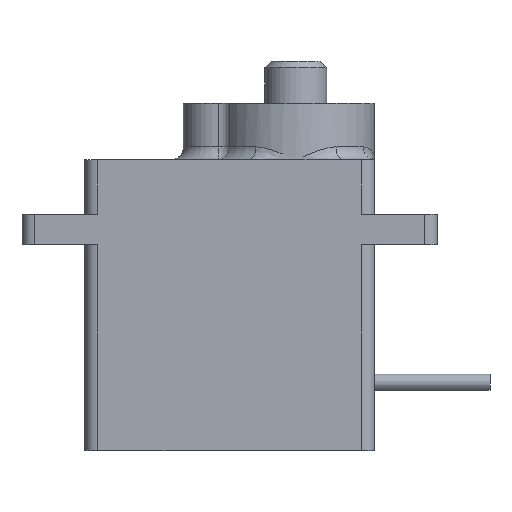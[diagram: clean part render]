
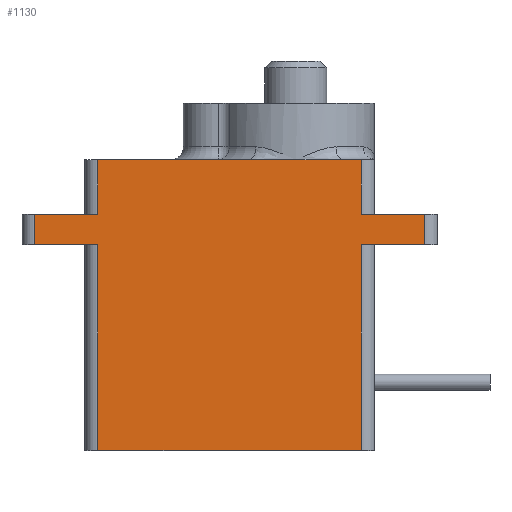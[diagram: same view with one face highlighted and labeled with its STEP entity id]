
A CAD part, top view. The second image highlights one B-rep face of the part: STEP entity #1130.
In plain terms, the highlighted planar face has unit normal (0, 0, 1).
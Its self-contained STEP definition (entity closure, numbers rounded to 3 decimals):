
#50=PLANE('',#1255);
#105=FACE_OUTER_BOUND('',#172,.T.);
#172=EDGE_LOOP('',(#829,#830,#831,#832,#833,#834,#835,#836,#837,#838,#839,
#840,#841,#842,#843));
#212=LINE('',#1800,#298);
#215=LINE('',#2087,#301);
#220=LINE('',#2283,#306);
#222=LINE('',#2294,#308);
#226=LINE('',#2303,#312);
#236=LINE('',#2336,#322);
#238=LINE('',#2342,#324);
#239=LINE('',#2344,#325);
#240=LINE('',#2346,#326);
#241=LINE('',#2348,#327);
#242=LINE('',#2349,#328);
#243=LINE('',#2351,#329);
#244=LINE('',#2353,#330);
#245=LINE('',#2354,#331);
#246=LINE('',#2355,#332);
#298=VECTOR('',#1407,10.);
#301=VECTOR('',#1420,10.);
#306=VECTOR('',#1441,1.);
#308=VECTOR('',#1453,1.);
#312=VECTOR('',#1461,1.);
#322=VECTOR('',#1489,1.);
#324=VECTOR('',#1495,1.);
#325=VECTOR('',#1496,1.);
#326=VECTOR('',#1497,1.);
#327=VECTOR('',#1498,1.);
#328=VECTOR('',#1499,1.);
#329=VECTOR('',#1500,1.);
#330=VECTOR('',#1501,1.);
#331=VECTOR('',#1502,1.);
#332=VECTOR('',#1503,1.);
#457=VERTEX_POINT('',#1702);
#463=VERTEX_POINT('',#1786);
#468=VERTEX_POINT('',#1907);
#477=VERTEX_POINT('',#2281);
#478=VERTEX_POINT('',#2287);
#481=VERTEX_POINT('',#2292);
#484=VERTEX_POINT('',#2302);
#497=VERTEX_POINT('',#2333);
#498=VERTEX_POINT('',#2335);
#500=VERTEX_POINT('',#2341);
#501=VERTEX_POINT('',#2343);
#502=VERTEX_POINT('',#2345);
#503=VERTEX_POINT('',#2347);
#504=VERTEX_POINT('',#2350);
#505=VERTEX_POINT('',#2352);
#574=EDGE_CURVE('',#457,#463,#212,.T.);
#584=EDGE_CURVE('',#463,#468,#215,.T.);
#597=EDGE_CURVE('',#477,#457,#220,.T.);
#602=EDGE_CURVE('',#481,#478,#222,.T.);
#606=EDGE_CURVE('',#478,#484,#226,.T.);
#622=EDGE_CURVE('',#497,#498,#236,.T.);
#625=EDGE_CURVE('',#500,#481,#238,.T.);
#626=EDGE_CURVE('',#501,#500,#239,.T.);
#627=EDGE_CURVE('',#502,#501,#240,.T.);
#628=EDGE_CURVE('',#503,#502,#241,.T.);
#629=EDGE_CURVE('',#498,#503,#242,.T.);
#630=EDGE_CURVE('',#504,#497,#243,.T.);
#631=EDGE_CURVE('',#505,#504,#244,.T.);
#632=EDGE_CURVE('',#468,#505,#245,.T.);
#633=EDGE_CURVE('',#484,#477,#246,.T.);
#829=ORIENTED_EDGE('',*,*,#602,.F.);
#830=ORIENTED_EDGE('',*,*,#625,.F.);
#831=ORIENTED_EDGE('',*,*,#626,.F.);
#832=ORIENTED_EDGE('',*,*,#627,.F.);
#833=ORIENTED_EDGE('',*,*,#628,.F.);
#834=ORIENTED_EDGE('',*,*,#629,.F.);
#835=ORIENTED_EDGE('',*,*,#622,.F.);
#836=ORIENTED_EDGE('',*,*,#630,.F.);
#837=ORIENTED_EDGE('',*,*,#631,.F.);
#838=ORIENTED_EDGE('',*,*,#632,.F.);
#839=ORIENTED_EDGE('',*,*,#584,.F.);
#840=ORIENTED_EDGE('',*,*,#574,.F.);
#841=ORIENTED_EDGE('',*,*,#597,.F.);
#842=ORIENTED_EDGE('',*,*,#633,.F.);
#843=ORIENTED_EDGE('',*,*,#606,.F.);
#1130=ADVANCED_FACE('',(#105),#50,.T.);
#1255=AXIS2_PLACEMENT_3D('',#2340,#1493,#1494);
#1407=DIRECTION('',(1.,0.,0.));
#1420=DIRECTION('',(1.,0.,0.));
#1441=DIRECTION('',(1.,0.,0.));
#1453=DIRECTION('',(0.,1.,0.));
#1461=DIRECTION('',(1.,0.,0.));
#1489=DIRECTION('',(0.,-1.,0.));
#1493=DIRECTION('center_axis',(0.,0.,1.));
#1494=DIRECTION('ref_axis',(-1.,0.,0.));
#1495=DIRECTION('',(-1.,0.,0.));
#1496=DIRECTION('',(0.,1.,0.));
#1497=DIRECTION('',(-1.,0.,0.));
#1498=DIRECTION('',(0.,-1.,0.));
#1499=DIRECTION('',(-1.,0.,0.));
#1500=DIRECTION('',(1.,0.,0.));
#1501=DIRECTION('',(0.,-1.,0.));
#1502=DIRECTION('',(1.,0.,0.));
#1503=DIRECTION('',(0.,1.,0.));
#1702=CARTESIAN_POINT('',(1.517,6.61,6.1));
#1786=CARTESIAN_POINT('',(5.15,6.61,6.1));
#1800=CARTESIAN_POINT('',(1.517,6.61,6.1));
#1907=CARTESIAN_POINT('',(8.783,6.61,6.1));
#2087=CARTESIAN_POINT('',(5.15,6.61,6.1));
#2281=CARTESIAN_POINT('',(-10.25,6.61,6.1));
#2283=CARTESIAN_POINT('',(-10.25,6.61,6.1));
#2287=CARTESIAN_POINT('',(-15.15,2.36,6.1));
#2292=CARTESIAN_POINT('',(-15.15,0.,6.1));
#2294=CARTESIAN_POINT('',(-15.15,0.,6.1));
#2302=CARTESIAN_POINT('',(-10.25,2.36,6.1));
#2303=CARTESIAN_POINT('',(-15.15,2.36,6.1));
#2333=CARTESIAN_POINT('',(15.15,2.36,6.1));
#2335=CARTESIAN_POINT('',(15.15,0.,6.1));
#2336=CARTESIAN_POINT('',(15.15,2.36,6.1));
#2340=CARTESIAN_POINT('Origin',(11.25,0.,6.1));
#2341=CARTESIAN_POINT('',(-10.25,0.,6.1));
#2342=CARTESIAN_POINT('',(-10.25,0.,6.1));
#2343=CARTESIAN_POINT('',(-10.25,-16.,6.1));
#2344=CARTESIAN_POINT('',(-10.25,-16.,6.1));
#2345=CARTESIAN_POINT('',(10.25,-16.,6.1));
#2346=CARTESIAN_POINT('',(10.25,-16.,6.1));
#2347=CARTESIAN_POINT('',(10.25,0.,6.1));
#2348=CARTESIAN_POINT('',(10.25,0.,6.1));
#2349=CARTESIAN_POINT('',(15.15,0.,6.1));
#2350=CARTESIAN_POINT('',(10.25,2.36,6.1));
#2351=CARTESIAN_POINT('',(10.25,2.36,6.1));
#2352=CARTESIAN_POINT('',(10.25,6.61,6.1));
#2353=CARTESIAN_POINT('',(10.25,6.61,6.1));
#2354=CARTESIAN_POINT('',(8.783,6.61,6.1));
#2355=CARTESIAN_POINT('',(-10.25,2.36,6.1));
